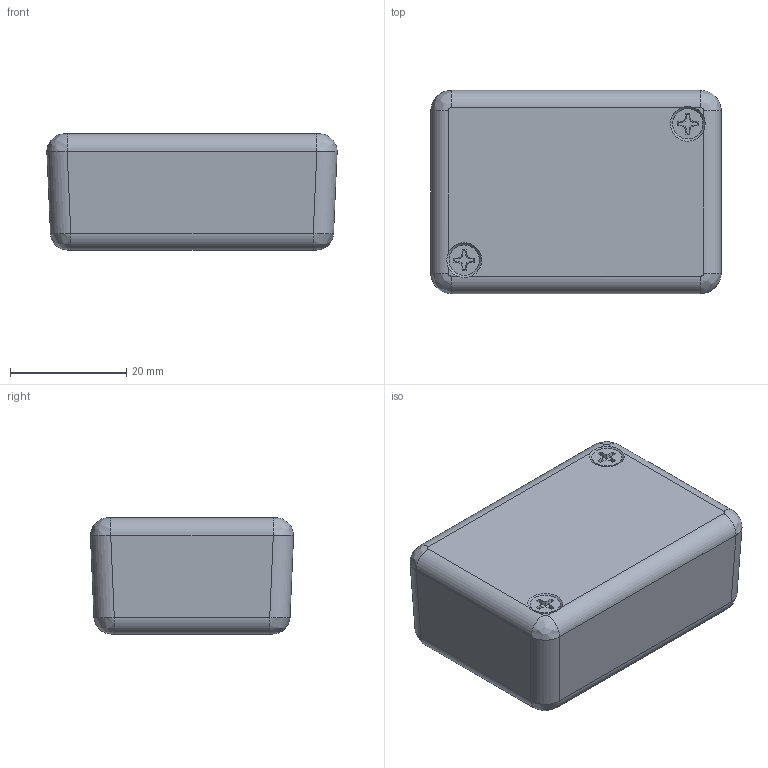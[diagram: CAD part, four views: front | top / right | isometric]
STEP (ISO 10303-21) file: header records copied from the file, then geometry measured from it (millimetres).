
FILE_DESCRIPTION(/* description */ (''),/* implementation_level */ '2;1');
FILE_NAME(/* name */ '1551G.iam.stp',/* time_stamp */ '2015-12-21T16:12:21-05:00',/* author */ ('rboehler'),/* organization */ (''),/* preprocessor_version */ 'ST-DEVELOPER v16.1',/* originating_system */ 'Autodesk Inventor 2016',/* authorisation */ '');
FILE_SCHEMA (('AUTOMOTIVE_DESIGN { 1 0 10303 214 3 1 1 }'));
Products named in the file (5): 1551G Box; 1551F-G Lid; 1551G PCB; #11689; 1551G
Assembly tree (3 placements, depth 2):
  #11689
  1551G
    1551G Box
    1551F-G Lid
    1551G PCB
Bounding box: 50 x 35 x 20 mm (x, y, z)
Volume: 13548.3 mm3; surface area: 16238.7 mm2
Topology: 5 solids, 5 shells, 368 faces, 958 edges, 626 vertices
Faces by surface type: plane 215, bspline 71, cylinder 40, cone 34, torus 8
Full cylindrical faces by diameter (mm): 1.5 x2, 2.5 x4, 2.946 x2, 3.5 x2, 5.232 x2
Entity records: 11664 total; most frequent: CARTESIAN_POINT 3713, ORIENTED_EDGE 1718, DIRECTION 1421, EDGE_CURVE 859, VERTEX_POINT 573, LINE 531, VECTOR 531, AXIS2_PLACEMENT_3D 445
